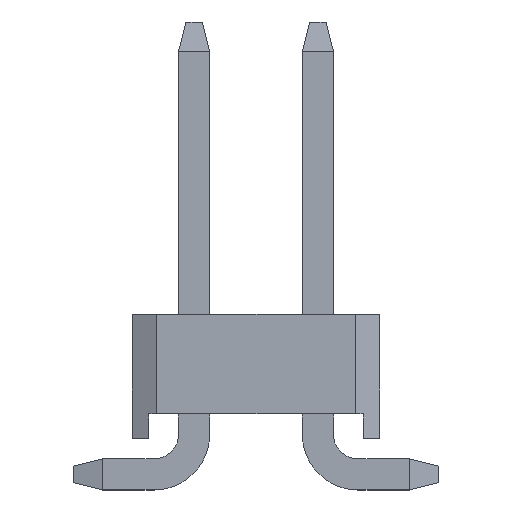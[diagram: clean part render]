
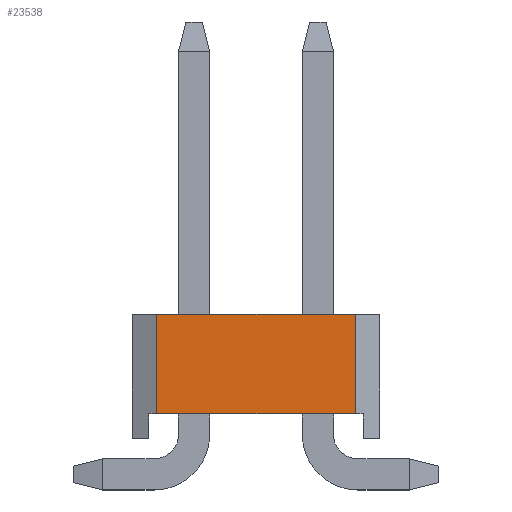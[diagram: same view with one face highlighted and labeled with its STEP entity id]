
A CAD part, front view. The second image highlights one B-rep face of the part: STEP entity #23538.
In plain terms, the highlighted face is planar.
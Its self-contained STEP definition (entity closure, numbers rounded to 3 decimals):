
#1468=ORIENTED_EDGE('',*,*,#5853,.F.);
#1469=ORIENTED_EDGE('',*,*,#5150,.T.);
#1470=ORIENTED_EDGE('',*,*,#5909,.T.);
#1471=ORIENTED_EDGE('',*,*,#5619,.T.);
#5150=EDGE_CURVE('',#7569,#7568,#9084,.T.);
#5619=EDGE_CURVE('',#7984,#7983,#9553,.T.);
#5853=EDGE_CURVE('',#7569,#7983,#9787,.T.);
#5909=EDGE_CURVE('',#7568,#7984,#9843,.T.);
#7568=VERTEX_POINT('',#30182);
#7569=VERTEX_POINT('',#30184);
#7983=VERTEX_POINT('',#31121);
#7984=VERTEX_POINT('',#31123);
#9084=LINE('',#30183,#11358);
#9553=LINE('',#31122,#11827);
#9787=LINE('',#31554,#12061);
#9843=LINE('',#31646,#12117);
#11358=VECTOR('',#25610,1000.);
#11827=VECTOR('',#26189,1000.);
#12061=VECTOR('',#26495,1000.);
#12117=VECTOR('',#26623,1000.);
#13776=EDGE_LOOP('',(#1468,#1469,#1470,#1471));
#14824=FACE_BOUND('',#13776,.T.);
#15800=PLANE('',#24521);
#23538=ADVANCED_FACE('',(#14824),#15800,.T.);
#24521=AXIS2_PLACEMENT_3D('',#31647,#26624,#26625);
#25610=DIRECTION('',(0.,-1.,0.));
#26189=DIRECTION('',(0.,1.,0.));
#26495=DIRECTION('',(0.,0.,1.));
#26623=DIRECTION('',(0.,0.,1.));
#26624=DIRECTION('',(-1.,0.,0.));
#26625=DIRECTION('',(0.,0.,1.));
#30182=CARTESIAN_POINT('',(-22.86,-2.04,-0.77));
#30183=CARTESIAN_POINT('',(-22.86,-2.54,-0.77));
#30184=CARTESIAN_POINT('',(-22.86,2.04,-0.77));
#31121=CARTESIAN_POINT('',(-22.86,2.04,1.27));
#31122=CARTESIAN_POINT('',(-22.86,-2.54,1.27));
#31123=CARTESIAN_POINT('',(-22.86,-2.04,1.27));
#31554=CARTESIAN_POINT('',(-22.86,2.04,-45.05));
#31646=CARTESIAN_POINT('',(-22.86,-2.04,-45.05));
#31647=CARTESIAN_POINT('',(-22.86,-2.54,-1.27));
